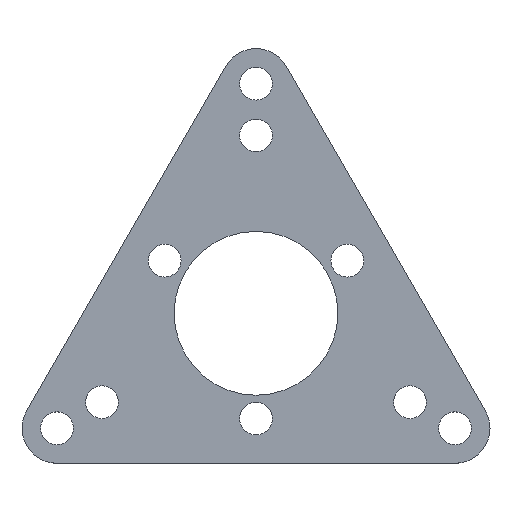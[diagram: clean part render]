
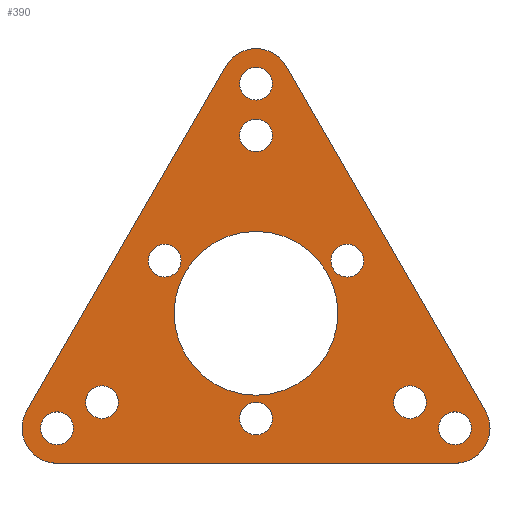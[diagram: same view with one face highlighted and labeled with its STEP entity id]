
A CAD part, top view. The second image highlights one B-rep face of the part: STEP entity #390.
In plain terms, the highlighted planar face has unit normal (0, 0, 1).
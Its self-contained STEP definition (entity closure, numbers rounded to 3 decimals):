
#24=FACE_BOUND('',#85,.T.);
#25=FACE_BOUND('',#86,.T.);
#26=FACE_BOUND('',#87,.T.);
#27=FACE_BOUND('',#88,.T.);
#28=FACE_BOUND('',#89,.T.);
#29=FACE_BOUND('',#90,.T.);
#30=FACE_BOUND('',#91,.T.);
#31=FACE_BOUND('',#92,.T.);
#32=FACE_BOUND('',#93,.T.);
#33=FACE_BOUND('',#94,.T.);
#38=PLANE('',#457);
#56=FACE_OUTER_BOUND('',#84,.T.);
#84=EDGE_LOOP('',(#325,#326,#327,#328,#329,#330));
#85=EDGE_LOOP('',(#331));
#86=EDGE_LOOP('',(#332));
#87=EDGE_LOOP('',(#333));
#88=EDGE_LOOP('',(#334));
#89=EDGE_LOOP('',(#335));
#90=EDGE_LOOP('',(#336));
#91=EDGE_LOOP('',(#337));
#92=EDGE_LOOP('',(#338));
#93=EDGE_LOOP('',(#339));
#94=EDGE_LOOP('',(#340));
#105=LINE('',#634,#127);
#110=LINE('',#648,#132);
#114=LINE('',#660,#136);
#127=VECTOR('',#532,10.);
#132=VECTOR('',#545,10.);
#136=VECTOR('',#557,10.);
#140=CIRCLE('',#416,17.5);
#142=CIRCLE('',#419,3.5);
#144=CIRCLE('',#422,3.5);
#146=CIRCLE('',#425,3.5);
#148=CIRCLE('',#428,3.5);
#150=CIRCLE('',#431,3.5);
#152=CIRCLE('',#434,3.5);
#154=CIRCLE('',#437,3.5);
#156=CIRCLE('',#440,3.5);
#158=CIRCLE('',#443,3.5);
#159=CIRCLE('',#446,7.5);
#161=CIRCLE('',#450,7.5);
#163=CIRCLE('',#454,7.5);
#166=VERTEX_POINT('',#574);
#168=VERTEX_POINT('',#580);
#170=VERTEX_POINT('',#586);
#172=VERTEX_POINT('',#592);
#174=VERTEX_POINT('',#598);
#176=VERTEX_POINT('',#604);
#178=VERTEX_POINT('',#610);
#180=VERTEX_POINT('',#616);
#182=VERTEX_POINT('',#622);
#184=VERTEX_POINT('',#628);
#185=VERTEX_POINT('',#632);
#186=VERTEX_POINT('',#633);
#189=VERTEX_POINT('',#641);
#191=VERTEX_POINT('',#647);
#193=VERTEX_POINT('',#653);
#195=VERTEX_POINT('',#659);
#199=EDGE_CURVE('',#166,#166,#140,.T.);
#202=EDGE_CURVE('',#168,#168,#142,.T.);
#205=EDGE_CURVE('',#170,#170,#144,.T.);
#208=EDGE_CURVE('',#172,#172,#146,.T.);
#211=EDGE_CURVE('',#174,#174,#148,.T.);
#214=EDGE_CURVE('',#176,#176,#150,.T.);
#217=EDGE_CURVE('',#178,#178,#152,.T.);
#220=EDGE_CURVE('',#180,#180,#154,.T.);
#223=EDGE_CURVE('',#182,#182,#156,.T.);
#226=EDGE_CURVE('',#184,#184,#158,.T.);
#227=EDGE_CURVE('',#185,#186,#105,.T.);
#231=EDGE_CURVE('',#186,#189,#159,.T.);
#234=EDGE_CURVE('',#189,#191,#110,.T.);
#237=EDGE_CURVE('',#191,#193,#161,.T.);
#240=EDGE_CURVE('',#193,#195,#114,.T.);
#243=EDGE_CURVE('',#195,#185,#163,.T.);
#325=ORIENTED_EDGE('',*,*,#227,.F.);
#326=ORIENTED_EDGE('',*,*,#243,.F.);
#327=ORIENTED_EDGE('',*,*,#240,.F.);
#328=ORIENTED_EDGE('',*,*,#237,.F.);
#329=ORIENTED_EDGE('',*,*,#234,.F.);
#330=ORIENTED_EDGE('',*,*,#231,.F.);
#331=ORIENTED_EDGE('',*,*,#199,.T.);
#332=ORIENTED_EDGE('',*,*,#202,.T.);
#333=ORIENTED_EDGE('',*,*,#205,.T.);
#334=ORIENTED_EDGE('',*,*,#208,.T.);
#335=ORIENTED_EDGE('',*,*,#211,.T.);
#336=ORIENTED_EDGE('',*,*,#214,.T.);
#337=ORIENTED_EDGE('',*,*,#217,.T.);
#338=ORIENTED_EDGE('',*,*,#220,.T.);
#339=ORIENTED_EDGE('',*,*,#223,.T.);
#340=ORIENTED_EDGE('',*,*,#226,.T.);
#390=ADVANCED_FACE('',(#56,#24,#25,#26,#27,#28,#29,#30,#31,#32,#33),#38,
 .T.);
#416=AXIS2_PLACEMENT_3D('',#576,#465,#466);
#419=AXIS2_PLACEMENT_3D('',#582,#472,#473);
#422=AXIS2_PLACEMENT_3D('',#588,#479,#480);
#425=AXIS2_PLACEMENT_3D('',#594,#486,#487);
#428=AXIS2_PLACEMENT_3D('',#600,#493,#494);
#431=AXIS2_PLACEMENT_3D('',#606,#500,#501);
#434=AXIS2_PLACEMENT_3D('',#612,#507,#508);
#437=AXIS2_PLACEMENT_3D('',#618,#514,#515);
#440=AXIS2_PLACEMENT_3D('',#624,#521,#522);
#443=AXIS2_PLACEMENT_3D('',#630,#528,#529);
#446=AXIS2_PLACEMENT_3D('',#642,#538,#539);
#450=AXIS2_PLACEMENT_3D('',#654,#550,#551);
#454=AXIS2_PLACEMENT_3D('',#665,#562,#563);
#457=AXIS2_PLACEMENT_3D('',#668,#568,#569);
#465=DIRECTION('center_axis',(0.,0.,-1.));
#466=DIRECTION('ref_axis',(-1.,0.,0.));
#472=DIRECTION('center_axis',(0.,0.,-1.));
#473=DIRECTION('ref_axis',(-1.,0.,0.));
#479=DIRECTION('center_axis',(0.,0.,-1.));
#480=DIRECTION('ref_axis',(-1.,0.,0.));
#486=DIRECTION('center_axis',(0.,0.,-1.));
#487=DIRECTION('ref_axis',(-1.,0.,0.));
#493=DIRECTION('center_axis',(0.,0.,-1.));
#494=DIRECTION('ref_axis',(-1.,0.,0.));
#500=DIRECTION('center_axis',(0.,0.,-1.));
#501=DIRECTION('ref_axis',(-1.,0.,0.));
#507=DIRECTION('center_axis',(0.,0.,-1.));
#508=DIRECTION('ref_axis',(-1.,0.,0.));
#514=DIRECTION('center_axis',(0.,0.,-1.));
#515=DIRECTION('ref_axis',(-1.,0.,0.));
#521=DIRECTION('center_axis',(0.,0.,-1.));
#522=DIRECTION('ref_axis',(-1.,0.,0.));
#528=DIRECTION('center_axis',(0.,0.,-1.));
#529=DIRECTION('ref_axis',(-1.,0.,0.));
#532=DIRECTION('',(0.5,0.866,0.));
#538=DIRECTION('center_axis',(0.,0.,-1.));
#539=DIRECTION('ref_axis',(0.866,0.5,0.));
#545=DIRECTION('',(0.5,-0.866,0.));
#550=DIRECTION('center_axis',(0.,0.,-1.));
#551=DIRECTION('ref_axis',(0.,-1.,0.));
#557=DIRECTION('',(-1.,0.,0.));
#562=DIRECTION('center_axis',(0.,0.,-1.));
#563=DIRECTION('ref_axis',(-0.866,0.5,0.));
#568=DIRECTION('center_axis',(0.,0.,1.));
#569=DIRECTION('ref_axis',(1.,0.,0.));
#574=CARTESIAN_POINT('',(17.5,0.,3.));
#576=CARTESIAN_POINT('Origin',(0.,0.,3.));
#580=CARTESIAN_POINT('',(-16.,11.25,3.));
#582=CARTESIAN_POINT('Origin',(-19.5,11.25,3.));
#586=CARTESIAN_POINT('',(23.,11.25,3.));
#588=CARTESIAN_POINT('Origin',(19.5,11.25,3.));
#592=CARTESIAN_POINT('',(3.5,-22.5,3.));
#594=CARTESIAN_POINT('Origin',(0.,-22.5,3.));
#598=CARTESIAN_POINT('',(36.4,-19.,3.));
#600=CARTESIAN_POINT('Origin',(32.9,-19.,3.));
#604=CARTESIAN_POINT('',(-29.4,-19.,3.));
#606=CARTESIAN_POINT('Origin',(-32.9,-19.,3.));
#610=CARTESIAN_POINT('',(3.5,38.,3.));
#612=CARTESIAN_POINT('Origin',(0.,38.,3.));
#616=CARTESIAN_POINT('',(46.,-24.562,3.));
#618=CARTESIAN_POINT('Origin',(42.5,-24.562,3.));
#622=CARTESIAN_POINT('',(3.5,49.05,3.));
#624=CARTESIAN_POINT('Origin',(0.,49.05,3.));
#628=CARTESIAN_POINT('',(-39.,-24.562,3.));
#630=CARTESIAN_POINT('Origin',(-42.5,-24.562,3.));
#632=CARTESIAN_POINT('',(-48.995,-20.812,3.));
#633=CARTESIAN_POINT('',(-6.495,52.8,3.));
#634=CARTESIAN_POINT('',(-6.495,52.8,3.));
#641=CARTESIAN_POINT('',(6.495,52.8,3.));
#642=CARTESIAN_POINT('Origin',(0.,49.05,3.));
#647=CARTESIAN_POINT('',(48.995,-20.812,3.));
#648=CARTESIAN_POINT('',(48.995,-20.812,3.));
#653=CARTESIAN_POINT('',(42.5,-32.062,3.));
#654=CARTESIAN_POINT('Origin',(42.5,-24.562,3.));
#659=CARTESIAN_POINT('',(-42.5,-32.062,3.));
#660=CARTESIAN_POINT('',(-42.5,-32.062,3.));
#665=CARTESIAN_POINT('Origin',(-42.5,-24.562,3.));
#668=CARTESIAN_POINT('Origin',(0.,-0.025,
3.));
